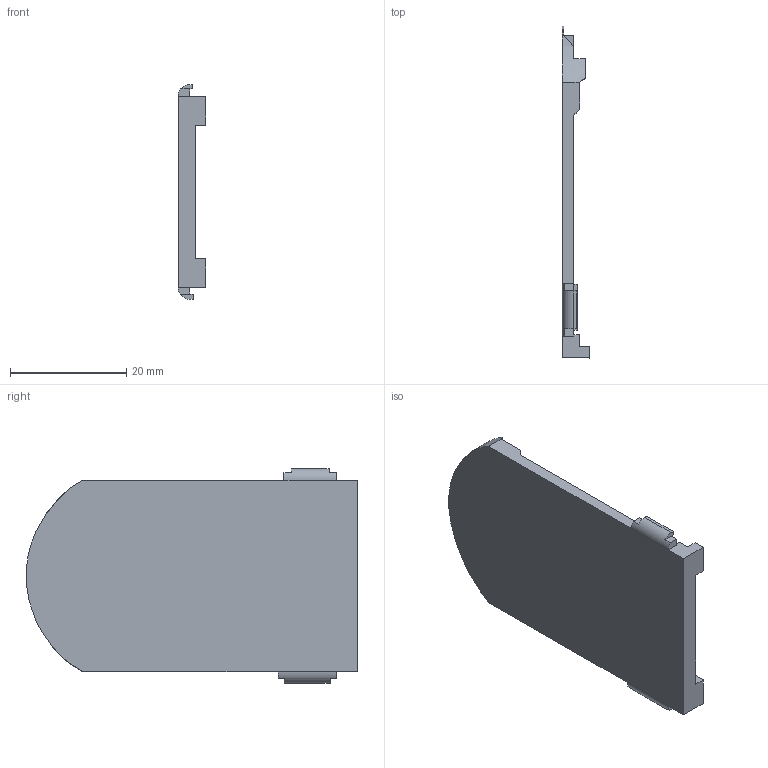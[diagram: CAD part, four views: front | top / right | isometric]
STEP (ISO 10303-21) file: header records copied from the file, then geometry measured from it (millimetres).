
FILE_DESCRIPTION(/* description */ ('STEP AP214'),/* implementation_level */ '2;1');
FILE_NAME(/* name */ '605372d16174d011a9672886',/* time_stamp */ '2021-03-18T15:33:38+00:00',/* author */ (''),/* organization */ (''),/* preprocessor_version */ 'ST-DEVELOPER v18.1',/* originating_system */ ' ',/* authorisation */ ' ');
FILE_SCHEMA (('AUTOMOTIVE_DESIGN {1 0 10303 214 3 1 1}'));
Length unit declared in the file: metre
Products named in the file (1): Cover Plate
Bounding box: 4.8 x 57.08 x 36.91 mm (x, y, z)
Volume: 3542.9 mm3; surface area: 4200.8 mm2
Topology: 1 solids, 1 shells, 63 faces, 169 edges, 108 vertices
Faces by surface type: plane 55, cylinder 5, bspline 3
Entity records: 1999 total; most frequent: CARTESIAN_POINT 416, ORIENTED_EDGE 338, DIRECTION 295, EDGE_CURVE 169, LINE 141, VECTOR 141, VERTEX_POINT 108, AXIS2_PLACEMENT_3D 77
